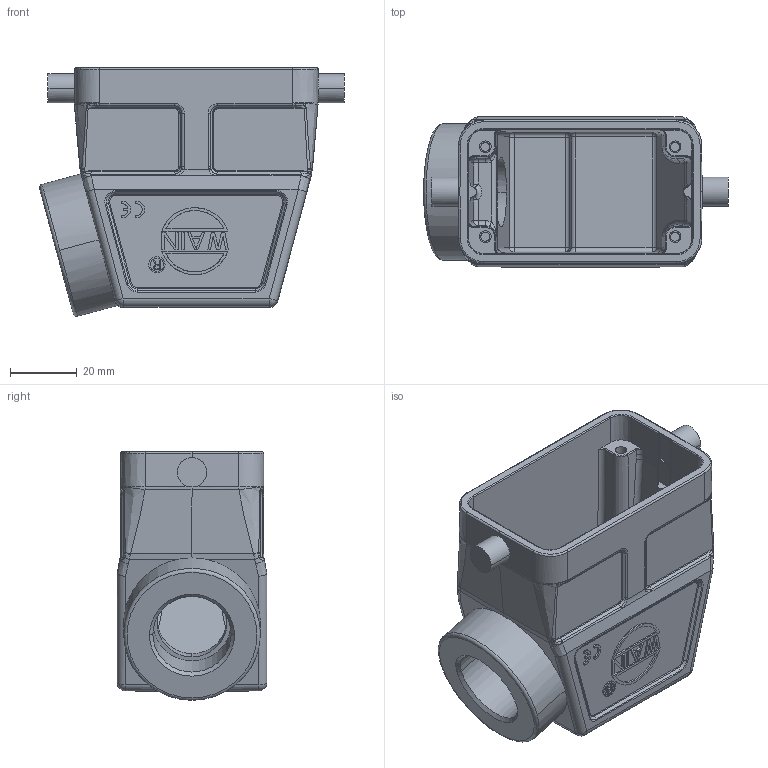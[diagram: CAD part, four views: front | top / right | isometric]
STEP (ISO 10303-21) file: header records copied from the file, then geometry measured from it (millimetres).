
FILE_DESCRIPTION(/* description */ (''),/* implementation_level */ '2;1');
FILE_NAME(/* name */ '3D_1240105155103_HV10B-SEH-2B-M25 WS_V1.1.stp',/* time_stamp */ '2024-01-06T12:42:21+08:00',/* author */ (''),/* organization */ (''),/* preprocessor_version */ 'ST-DEVELOPER v18.1',/* originating_system */ 'SIEMENS PLM Software NX 1980',/* authorisation */ '');
FILE_SCHEMA (('AUTOMOTIVE_DESIGN { 1 0 10303 214 3 1 1 1 }'));
Length unit declared in the file: millimetre
Products named in the file (1): 14590F483B6Atfqb
Bounding box: 91.53 x 45 x 74.65 mm (x, y, z)
Volume: 74410.1 mm3; surface area: 35427.9 mm2
Topology: 3 solids, 3 shells, 690 faces, 1670 edges, 1013 vertices
Faces by surface type: plane 277, cylinder 183, torus 90, bspline 58, cone 56, sphere 18, extrusion 8
Entity records: 24431 total; most frequent: CARTESIAN_POINT 9692, ORIENTED_EDGE 3316, DIRECTION 2603, EDGE_CURVE 1658, VERTEX_POINT 1012, AXIS2_PLACEMENT_3D 915, VECTOR 773, LINE 765
